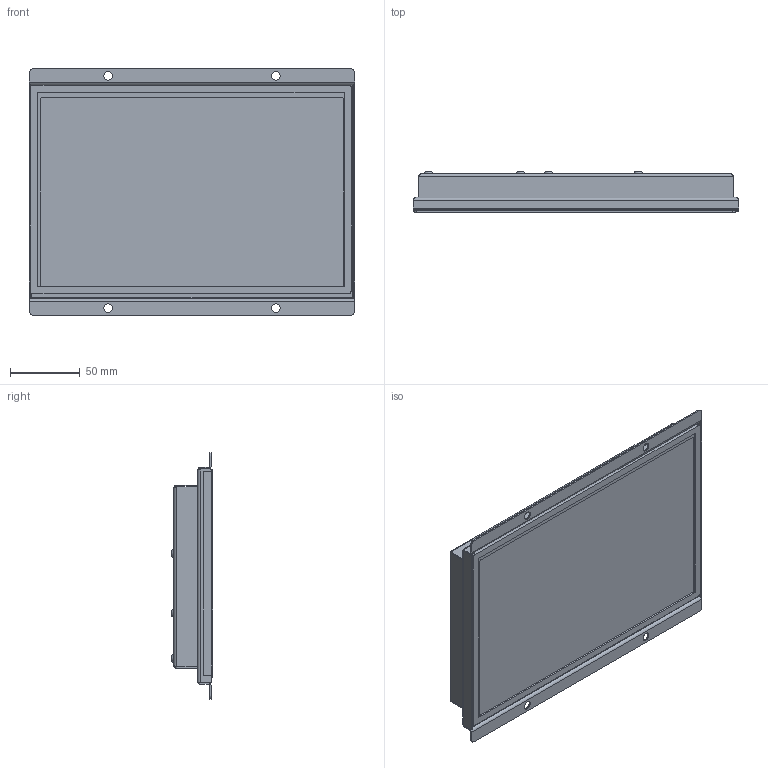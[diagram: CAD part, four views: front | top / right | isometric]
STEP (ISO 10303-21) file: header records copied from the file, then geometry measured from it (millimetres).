
FILE_DESCRIPTION(/* description */ ('fel4B-02A-10,1 Zoll LT-Line'),/* implementation_level */ '2;1');
FILE_NAME(/* name */ '00004930 fel4B-02A-10,1 Zoll LT-Line.stp',/* time_stamp */ '2019-08-22T15:14:40+02:00',/* author */ ('Inventor1'),/* organization */ (''),/* preprocessor_version */ 'ST-DEVELOPER v17.2',/* originating_system */ 'Autodesk Inventor 2019',/* authorisation */ '');
FILE_SCHEMA (('AUTOMOTIVE_DESIGN { 1 0 10303 214 3 1 1 }'));
Products named in the file (1): 00004930
Bounding box: 233 x 29.35 x 176 mm (x, y, z)
Volume: 311589.6 mm3; surface area: 279887.4 mm2
Topology: 28 solids, 28 shells, 1486 faces, 3863 edges, 2531 vertices
Faces by surface type: plane 864, bspline 299, cylinder 189, cone 104, torus 22, sphere 8
Full cylindrical faces by diameter (mm): 0.4 x11, 1.4 x4, 1.5 x3, 2 x4, 2.2 x4, 2.459 x4, 3 x14, 3.1 x2, 3.45 x4, 4.4 x4, 5.41 x4, 5.42 x4, 5.7 x6, 6 x4
Entity records: 52848 total; most frequent: CARTESIAN_POINT 16697, ORIENTED_EDGE 7698, DIRECTION 6069, EDGE_CURVE 3849, VERTEX_POINT 2531, LINE 2301, VECTOR 2301, AXIS2_PLACEMENT_3D 1884
